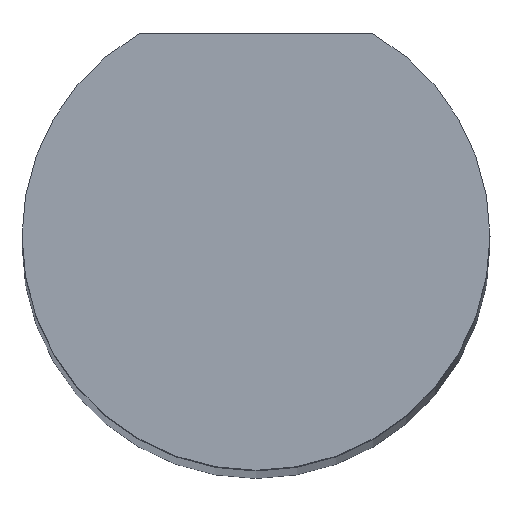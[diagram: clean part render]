
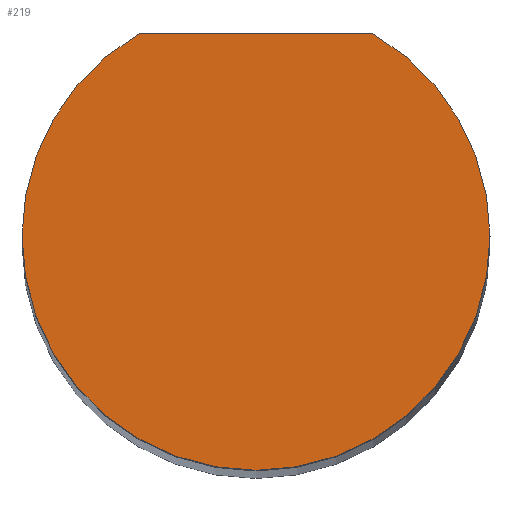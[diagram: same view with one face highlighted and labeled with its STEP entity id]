
A CAD part, top view. The second image highlights one B-rep face of the part: STEP entity #219.
In plain terms, the highlighted planar face has unit normal (0, 0, 1).
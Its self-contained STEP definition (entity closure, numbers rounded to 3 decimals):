
#61=CARTESIAN_POINT('',(0.,0.,15.));
#62=DIRECTION('',(0.,0.,1.));
#63=DIRECTION('',(-0.499,0.867,0.));
#64=AXIS2_PLACEMENT_3D('',#61,#62,#63);
#66=DIRECTION('',(-1.,0.,0.));
#67=VECTOR('',#66,1.497);
#68=CARTESIAN_POINT('',(0.748,1.3,15.));
#69=LINE('',#68,#67);
#126=CARTESIAN_POINT('',(-0.748,1.3,15.));
#127=CARTESIAN_POINT('',(0.748,1.3,15.));
#128=VERTEX_POINT('',#126);
#129=VERTEX_POINT('',#127);
#210=CARTESIAN_POINT('',(0.,0.,15.));
#211=DIRECTION('',(0.,0.,1.));
#212=DIRECTION('',(1.,0.,0.));
#213=AXIS2_PLACEMENT_3D('',#210,#211,#212);
#214=PLANE('',#213);
#215=ORIENTED_EDGE('',*,*,#180,.F.);
#216=ORIENTED_EDGE('',*,*,#204,.F.);
#217=EDGE_LOOP('',(#215,#216));
#218=FACE_OUTER_BOUND('',#217,.F.);
#65=CIRCLE('',#64,1.5);
#180=EDGE_CURVE('',#128,#129,#65,.T.);
#204=EDGE_CURVE('',#129,#128,#69,.T.);
#219=ADVANCED_FACE('',(#218),#214,.T.);
